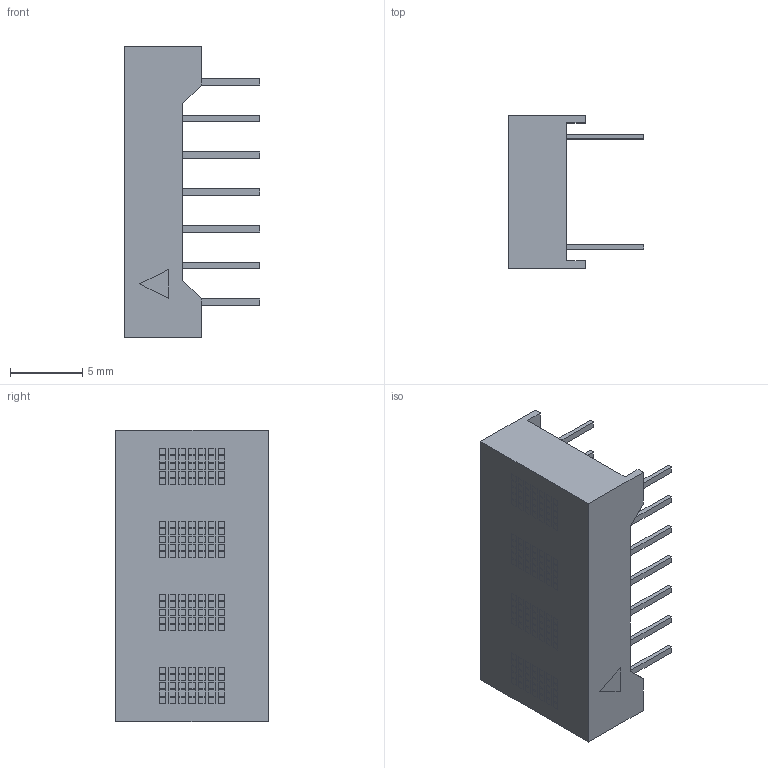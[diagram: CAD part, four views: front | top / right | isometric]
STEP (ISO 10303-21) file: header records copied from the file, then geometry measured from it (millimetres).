
FILE_DESCRIPTION((''),'2;1');
FILE_NAME('DS_OSRAM_SLG2016_a.stp','2013-08-27T09:20:47',(''),(''),'Mechanical Desktop 2011','Mechanical Desktop 2011',', , ');
FILE_SCHEMA(('AUTOMOTIVE_DESIGN { 1 2 10303 214 1 1 1 1 }'));
Length unit declared in the file: millimetre
Products named in the file (1): Product
Bounding box: 9.39 x 10.54 x 20.16 mm (x, y, z)
Volume: 881.4 mm3; surface area: 942.6 mm2
Topology: 156 solids, 156 shells, 1651 faces, 3594 edges, 2396 vertices
Faces by surface type: plane 1651
Entity records: 43979 total; most frequent: CARTESIAN_POINT 7642, ORIENTED_EDGE 7188, DIRECTION 6898, VECTOR 3594, LINE 3594, EDGE_CURVE 3594, VERTEX_POINT 2396, EDGE_LOOP 1792
